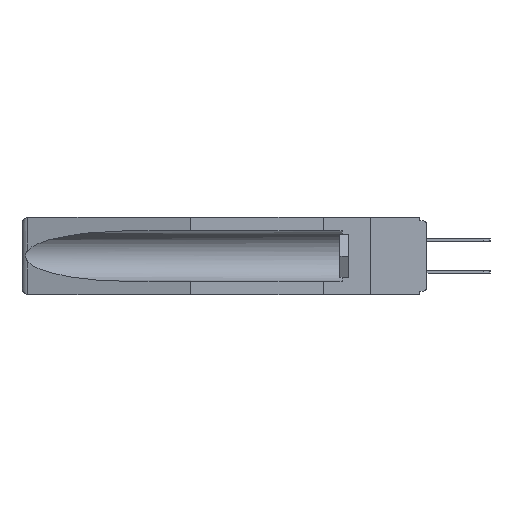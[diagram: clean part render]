
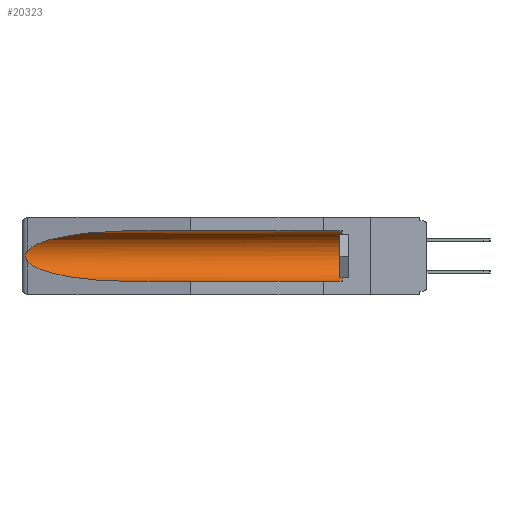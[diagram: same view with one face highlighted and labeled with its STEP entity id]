
A CAD part, left-side view. The second image highlights one B-rep face of the part: STEP entity #20323.
In plain terms, the highlighted cylindrical face has radius 2.857 mm (diameter 5.715 mm), a partial arc.
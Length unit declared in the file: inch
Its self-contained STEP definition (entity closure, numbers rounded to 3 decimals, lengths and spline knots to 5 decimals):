
#570 = VERTEX_POINT ( 'NONE', #3174 ) ;
#962 = CARTESIAN_POINT ( 'NONE',  ( 0.2673, 1.5327, -0.16383 ) ) ;
#1079 = CARTESIAN_POINT ( 'NONE',  ( 0.2675, 1.53308, -0.17534 ) ) ;
#1518 = VERTEX_POINT ( 'NONE', #6043 ) ;
#1579 = VERTEX_POINT ( 'NONE', #13181 ) ;
#1951 = B_SPLINE_CURVE_WITH_KNOTS ( 'NONE', 3,
 ( #28312, #6136, #18418, #962, #16013, #1079, #18764, #18524, #10946, #28416 ),
 .UNSPECIFIED., .F., .F.,
 ( 4, 2, 2, 2, 4 ),
 ( 0., 0.00029, 0.00058, 0.00087, 0.00117 ),
 .UNSPECIFIED. ) ;
#2359 = CARTESIAN_POINT ( 'NONE',  ( 0.155, 0.126, -0.059 ) ) ;
#2791 = CARTESIAN_POINT ( 'NONE',  ( 0.155, -0.30754, -0.059 ) ) ;
#3174 = CARTESIAN_POINT ( 'NONE',  ( 0.155, 1.07973, -0.059 ) ) ;
#4058 = CARTESIAN_POINT ( 'NONE',  ( 0.155, -0.30754, -0.284 ) ) ;
#4784 =( BOUNDED_CURVE ( )  B_SPLINE_CURVE ( 3, ( #27014, #14391, #31959, #19437 ),
 .UNSPECIFIED., .F., .F. ) 
 B_SPLINE_CURVE_WITH_KNOTS ( ( 4, 4 ),
 ( 0.1948, 1.5708 ),
 .UNSPECIFIED. ) 
 CURVE ( )  GEOMETRIC_REPRESENTATION_ITEM ( )  RATIONAL_B_SPLINE_CURVE ( ( 1., 0.848, 0.848, 1. ) ) 
 REPRESENTATION_ITEM ( '' )  );
#5279 = ORIENTED_EDGE ( 'NONE', *, *, #6848, .F. ) ;
#5540 = EDGE_CURVE ( 'NONE', #1579, #17511, #24924, .T. ) ;
#5682 = AXIS2_PLACEMENT_3D ( 'NONE', #23594, #28758, #31489 ) ;
#6043 = CARTESIAN_POINT ( 'NONE',  ( 0.155, 1.07973, -0.284 ) ) ;
#6136 = CARTESIAN_POINT ( 'NONE',  ( 0.26597, 1.52961, -0.15275 ) ) ;
#6848 = EDGE_CURVE ( 'NONE', #1579, #1518, #16574, .T. ) ;
#7563 = ORIENTED_EDGE ( 'NONE', *, *, #22849, .T. ) ;
#9125 = ORIENTED_EDGE ( 'NONE', *, *, #31365, .T. ) ;
#9290 = CARTESIAN_POINT ( 'NONE',  ( 0.25451, 1.48313, -0.09465 ) ) ;
#9338 = AXIS2_PLACEMENT_3D ( 'NONE', #14481, #24803, #31945 ) ;
#9903 = VERTEX_POINT ( 'NONE', #21850 ) ;
#9984 = EDGE_LOOP ( 'NONE', ( #29061, #29407, #7563, #5279, #17781, #9125 ) ) ;
#10355 = LINE ( 'NONE', #2791, #27259 ) ;
#10946 = CARTESIAN_POINT ( 'NONE',  ( 0.26597, 1.5296, -0.19026 ) ) ;
#11462 = VECTOR ( 'NONE', #31684, 39.37008 ) ;
#12565 =( BOUNDED_CURVE ( )  B_SPLINE_CURVE ( 3, ( #14016, #26640, #9290, #31801 ),
 .UNSPECIFIED., .F., .F. ) 
 B_SPLINE_CURVE_WITH_KNOTS ( ( 4, 4 ),
 ( 4.71239, 6.08839 ),
 .UNSPECIFIED. ) 
 CURVE ( )  GEOMETRIC_REPRESENTATION_ITEM ( )  RATIONAL_B_SPLINE_CURVE ( ( 1., 0.848, 0.848, 1. ) ) 
 REPRESENTATION_ITEM ( '' )  );
#13181 = CARTESIAN_POINT ( 'NONE',  ( 0.155, 0.126, -0.284 ) ) ;
#14016 = CARTESIAN_POINT ( 'NONE',  ( 0.155, 1.07973, -0.059 ) ) ;
#14391 = CARTESIAN_POINT ( 'NONE',  ( 0.25451, 1.48313, -0.24835 ) ) ;
#14481 = CARTESIAN_POINT ( 'NONE',  ( 0.155, -0.30754, -0.1715 ) ) ;
#16013 = CARTESIAN_POINT ( 'NONE',  ( 0.2675, 1.53308, -0.16763 ) ) ;
#16574 = LINE ( 'NONE', #4058, #11462 ) ;
#17511 = VERTEX_POINT ( 'NONE', #2359 ) ;
#17781 = ORIENTED_EDGE ( 'NONE', *, *, #5540, .T. ) ;
#18418 = CARTESIAN_POINT ( 'NONE',  ( 0.26654, 1.53092, -0.15636 ) ) ;
#18524 = CARTESIAN_POINT ( 'NONE',  ( 0.26655, 1.53094, -0.18657 ) ) ;
#18764 = CARTESIAN_POINT ( 'NONE',  ( 0.2673, 1.53269, -0.17917 ) ) ;
#19437 = CARTESIAN_POINT ( 'NONE',  ( 0.155, 1.07973, -0.284 ) ) ;
#20323 = ADVANCED_FACE ( 'NONE', ( #22125 ), #22906, .F. ) ;
#21850 = CARTESIAN_POINT ( 'NONE',  ( 0.26537, 1.52718, -0.14972 ) ) ;
#22125 = FACE_OUTER_BOUND ( 'NONE', #9984, .T. ) ;
#22849 = EDGE_CURVE ( 'NONE', #24776, #1518, #4784, .T. ) ;
#22864 = DIRECTION ( 'NONE',  ( 0., 1., 0. ) ) ;
#22906 = CYLINDRICAL_SURFACE ( 'NONE', #9338, 0.1125 ) ;
#23594 = CARTESIAN_POINT ( 'NONE',  ( 0.155, 0.126, -0.1715 ) ) ;
#24776 = VERTEX_POINT ( 'NONE', #26654 ) ;
#24803 = DIRECTION ( 'NONE',  ( 0., 1., 0. ) ) ;
#24924 = CIRCLE ( 'NONE', #5682, 0.1125 ) ;
#26640 = CARTESIAN_POINT ( 'NONE',  ( 0.21114, 1.30732, -0.059 ) ) ;
#26654 = CARTESIAN_POINT ( 'NONE',  ( 0.26537, 1.52718, -0.19328 ) ) ;
#27014 = CARTESIAN_POINT ( 'NONE',  ( 0.26537, 1.52718, -0.19328 ) ) ;
#27236 = EDGE_CURVE ( 'NONE', #570, #9903, #12565, .T. ) ;
#27259 = VECTOR ( 'NONE', #22864, 39.37008 ) ;
#27996 = EDGE_CURVE ( 'NONE', #9903, #24776, #1951, .T. ) ;
#28312 = CARTESIAN_POINT ( 'NONE',  ( 0.26537, 1.52718, -0.14972 ) ) ;
#28416 = CARTESIAN_POINT ( 'NONE',  ( 0.26537, 1.52718, -0.19328 ) ) ;
#28758 = DIRECTION ( 'NONE',  ( 0., -1., 0. ) ) ;
#29061 = ORIENTED_EDGE ( 'NONE', *, *, #27236, .T. ) ;
#29407 = ORIENTED_EDGE ( 'NONE', *, *, #27996, .T. ) ;
#31365 = EDGE_CURVE ( 'NONE', #17511, #570, #10355, .T. ) ;
#31489 = DIRECTION ( 'NONE',  ( 0., 0., 1. ) ) ;
#31684 = DIRECTION ( 'NONE',  ( 0., 1., 0. ) ) ;
#31801 = CARTESIAN_POINT ( 'NONE',  ( 0.26537, 1.52718, -0.14972 ) ) ;
#31945 = DIRECTION ( 'NONE',  ( 0., 0., 1. ) ) ;
#31959 = CARTESIAN_POINT ( 'NONE',  ( 0.21114, 1.30732, -0.284 ) ) ;
